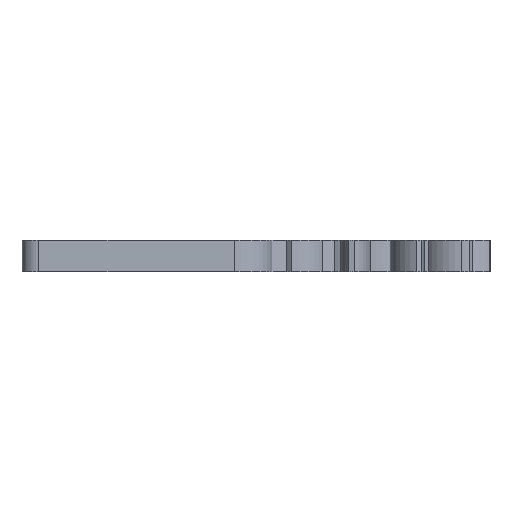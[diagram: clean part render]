
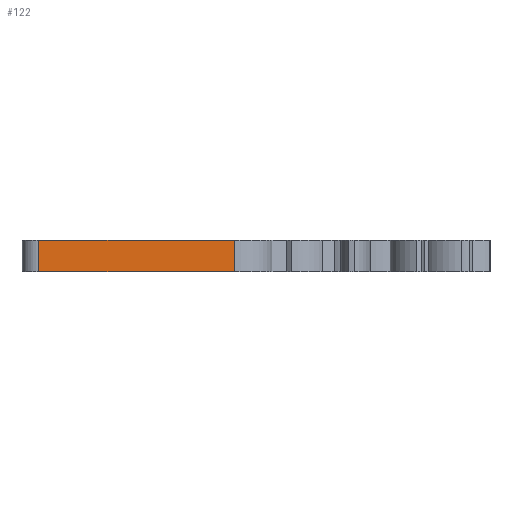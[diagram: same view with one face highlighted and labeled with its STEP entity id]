
A CAD part, left-side view. The second image highlights one B-rep face of the part: STEP entity #122.
In plain terms, the highlighted planar face has unit normal (-0.999, -0.036, 0).
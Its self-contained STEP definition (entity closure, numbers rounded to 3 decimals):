
#122 = ADVANCED_FACE ( 'NONE', ( #1215 ), #318, .T. ) ;
#193 = CARTESIAN_POINT ( 'NONE',  ( -16.077, 41.58, 0. ) ) ;
#221 = ORIENTED_EDGE ( 'NONE', *, *, #2269, .T. ) ;
#318 = PLANE ( 'NONE',  #2025 ) ;
#381 = CARTESIAN_POINT ( 'NONE',  ( -15.198, 16.886, 0. ) ) ;
#405 = EDGE_LOOP ( 'NONE', ( #1560, #2302, #2262, #221 ) ) ;
#499 = CARTESIAN_POINT ( 'NONE',  ( -16.077, 41.58, 4. ) ) ;
#511 = CARTESIAN_POINT ( 'NONE',  ( -15.198, 16.886, 0. ) ) ;
#547 = VERTEX_POINT ( 'NONE', #511 ) ;
#552 = EDGE_CURVE ( 'NONE', #1804, #547, #780, .T. ) ;
#595 = CARTESIAN_POINT ( 'NONE',  ( -15.198, 16.886, 4. ) ) ;
#619 = LINE ( 'NONE', #1644, #1931 ) ;
#680 = CARTESIAN_POINT ( 'NONE',  ( -15.198, 16.886, 0. ) ) ;
#780 = LINE ( 'NONE', #680, #1836 ) ;
#782 = VERTEX_POINT ( 'NONE', #499 ) ;
#979 = VERTEX_POINT ( 'NONE', #595 ) ;
#1033 = CARTESIAN_POINT ( 'NONE',  ( -15.198, 16.886, 0. ) ) ;
#1215 = FACE_OUTER_BOUND ( 'NONE', #405, .T. ) ;
#1336 = DIRECTION ( 'NONE',  ( 0., 0., 1. ) ) ;
#1357 = EDGE_CURVE ( 'NONE', #782, #979, #1428, .T. ) ;
#1428 = LINE ( 'NONE', #2316, #2046 ) ;
#1536 = EDGE_CURVE ( 'NONE', #1804, #782, #619, .T. ) ;
#1560 = ORIENTED_EDGE ( 'NONE', *, *, #1357, .F. ) ;
#1608 = DIRECTION ( 'NONE',  ( 0.036, -0.999, 0. ) ) ;
#1636 = DIRECTION ( 'NONE',  ( 0., 0., 1. ) ) ;
#1644 = CARTESIAN_POINT ( 'NONE',  ( -16.077, 41.58, 0. ) ) ;
#1804 = VERTEX_POINT ( 'NONE', #193 ) ;
#1836 = VECTOR ( 'NONE', #1912, 1000. ) ;
#1912 = DIRECTION ( 'NONE',  ( 0.036, -0.999, 0. ) ) ;
#1931 = VECTOR ( 'NONE', #1336, 1000. ) ;
#1936 = VECTOR ( 'NONE', #1636, 1000. ) ;
#2025 = AXIS2_PLACEMENT_3D ( 'NONE', #1033, #2306, #2103 ) ;
#2046 = VECTOR ( 'NONE', #1608, 1000. ) ;
#2103 = DIRECTION ( 'NONE',  ( 0.036, -0.999, 0. ) ) ;
#2262 = ORIENTED_EDGE ( 'NONE', *, *, #552, .T. ) ;
#2269 = EDGE_CURVE ( 'NONE', #547, #979, #2285, .T. ) ;
#2285 = LINE ( 'NONE', #381, #1936 ) ;
#2302 = ORIENTED_EDGE ( 'NONE', *, *, #1536, .F. ) ;
#2306 = DIRECTION ( 'NONE',  ( -0.999, -0.036, 0. ) ) ;
#2316 = CARTESIAN_POINT ( 'NONE',  ( -15.198, 16.886, 4. ) ) ;
